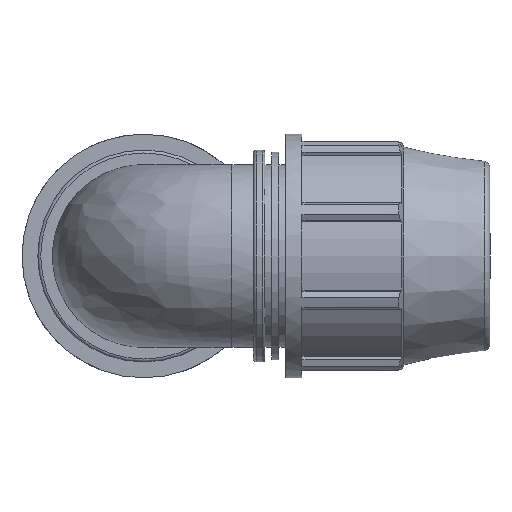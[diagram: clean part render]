
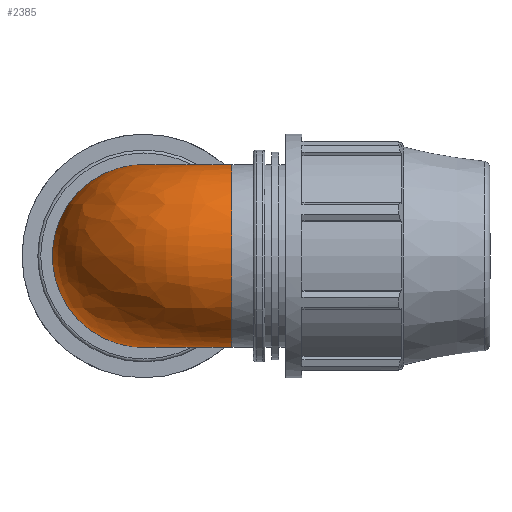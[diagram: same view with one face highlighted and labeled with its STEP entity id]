
A CAD part, front view. The second image highlights one B-rep face of the part: STEP entity #2385.
In plain terms, the highlighted free-form (B-spline) face has degree [2, 2] with [9, 3] control points.
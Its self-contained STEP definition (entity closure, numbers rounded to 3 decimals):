
#23=(
BOUNDED_SURFACE()
B_SPLINE_SURFACE(2,2,((#4050,#4051,#4052),(#4053,#4054,#4055),(#4056,#4057,
#4058),(#4059,#4060,#4061),(#4062,#4063,#4064),(#4065,#4066,#4067),(#4068,
#4069,#4070),(#4071,#4072,#4073),(#4074,#4075,#4076)),.UNSPECIFIED.,.F.,
 .F.,.F.)
B_SPLINE_SURFACE_WITH_KNOTS((3,2,2,2,3),(3,3),(-2.487,-1.243,
0.,1.243,2.487),(-1.571,
0.),.UNSPECIFIED.)
GEOMETRIC_REPRESENTATION_ITEM()
RATIONAL_B_SPLINE_SURFACE(((1.,0.707,1.),(0.813,
0.575,0.813),(1.,0.707,1.),(0.813,
0.575,0.813),(1.,0.707,1.),(0.813,
0.575,0.813),(1.,0.707,1.),(0.813,
0.575,0.813),(1.,0.707,1.)))
REPRESENTATION_ITEM('')
SURFACE()
);
#36=B_SPLINE_CURVE_WITH_KNOTS('',3,(#3984,#3985,#3986,#3987,#3988,#3989,
#3990,#3991,#3992,#3993,#3994,#3995,#3996,#3997),.UNSPECIFIED.,.F.,.F.,
(4,2,2,2,2,2,4),(-0.002,0.,0.509,0.981,
1.287,1.605,1.607),.UNSPECIFIED.);
#38=B_SPLINE_CURVE_WITH_KNOTS('',3,(#4020,#4021,#4022,#4023,#4024,#4025,
#4026,#4027,#4028,#4029,#4030,#4031,#4032,#4033),.UNSPECIFIED.,.F.,.F.,
(4,2,2,2,2,2,4),(-0.002,0.,0.509,0.981,
1.287,1.605,1.607),.UNSPECIFIED.);
#208=FACE_OUTER_BOUND('',#357,.T.);
#357=EDGE_LOOP('',(#1885,#1886,#1887,#1888));
#538=CIRCLE('',#2597,57.);
#539=CIRCLE('',#2598,57.);
#1131=VERTEX_POINT('',#3981);
#1132=VERTEX_POINT('',#3983);
#1135=VERTEX_POINT('',#4017);
#1136=VERTEX_POINT('',#4019);
#1427=EDGE_CURVE('',#1132,#1131,#36,.T.);
#1431=EDGE_CURVE('',#1136,#1135,#38,.T.);
#1439=EDGE_CURVE('',#1136,#1131,#538,.T.);
#1440=EDGE_CURVE('',#1132,#1135,#539,.T.);
#1885=ORIENTED_EDGE('',*,*,#1427,.T.);
#1886=ORIENTED_EDGE('',*,*,#1439,.F.);
#1887=ORIENTED_EDGE('',*,*,#1431,.T.);
#1888=ORIENTED_EDGE('',*,*,#1440,.F.);
#2385=ADVANCED_FACE('',(#208),#23,.F.);
#2597=AXIS2_PLACEMENT_3D('',#4077,#3127,#3128);
#2598=AXIS2_PLACEMENT_3D('',#4078,#3129,#3130);
#3127=DIRECTION('center_axis',(1.,0.,0.));
#3128=DIRECTION('ref_axis',(0.,0.,-1.));
#3129=DIRECTION('center_axis',(0.,1.,0.));
#3130=DIRECTION('ref_axis',(0.,0.,-1.));
#3981=CARTESIAN_POINT('',(55.,44.468,-35.659));
#3983=CARTESIAN_POINT('',(44.468,55.,-35.659));
#3984=CARTESIAN_POINT('Ctrl Pts',(44.468,55.,-35.659));
#3985=CARTESIAN_POINT('Ctrl Pts',(44.469,54.994,-35.658));
#3986=CARTESIAN_POINT('Ctrl Pts',(44.47,54.989,-35.657));
#3987=CARTESIAN_POINT('Ctrl Pts',(44.761,53.349,-35.297));
#3988=CARTESIAN_POINT('Ctrl Pts',(45.354,51.77,-35.027));
#3989=CARTESIAN_POINT('Ctrl Pts',(47.075,49.01,-34.741));
#3990=CARTESIAN_POINT('Ctrl Pts',(48.136,47.847,-34.713));
#3991=CARTESIAN_POINT('Ctrl Pts',(50.197,46.289,-34.851));
#3992=CARTESIAN_POINT('Ctrl Pts',(51.074,45.777,-34.952));
#3993=CARTESIAN_POINT('Ctrl Pts',(52.96,44.952,-35.241));
#3994=CARTESIAN_POINT('Ctrl Pts',(53.963,44.652,-35.431));
#3995=CARTESIAN_POINT('Ctrl Pts',(54.989,44.47,-35.657));
#3996=CARTESIAN_POINT('Ctrl Pts',(54.994,44.469,-35.658));
#3997=CARTESIAN_POINT('Ctrl Pts',(55.,44.468,-35.659));
#4017=CARTESIAN_POINT('',(44.468,55.,35.659));
#4019=CARTESIAN_POINT('',(55.,44.468,35.659));
#4020=CARTESIAN_POINT('Ctrl Pts',(55.,44.468,35.659));
#4021=CARTESIAN_POINT('Ctrl Pts',(54.994,44.469,35.658));
#4022=CARTESIAN_POINT('Ctrl Pts',(54.989,44.47,35.657));
#4023=CARTESIAN_POINT('Ctrl Pts',(53.349,44.761,35.297));
#4024=CARTESIAN_POINT('Ctrl Pts',(51.77,45.354,35.027));
#4025=CARTESIAN_POINT('Ctrl Pts',(49.01,47.075,34.741));
#4026=CARTESIAN_POINT('Ctrl Pts',(47.847,48.136,34.713));
#4027=CARTESIAN_POINT('Ctrl Pts',(46.289,50.197,34.851));
#4028=CARTESIAN_POINT('Ctrl Pts',(45.777,51.074,34.952));
#4029=CARTESIAN_POINT('Ctrl Pts',(44.952,52.96,35.241));
#4030=CARTESIAN_POINT('Ctrl Pts',(44.652,53.963,35.431));
#4031=CARTESIAN_POINT('Ctrl Pts',(44.47,54.989,35.657));
#4032=CARTESIAN_POINT('Ctrl Pts',(44.469,54.994,35.658));
#4033=CARTESIAN_POINT('Ctrl Pts',(44.468,55.,35.659));
#4050=CARTESIAN_POINT('Ctrl Pts',(55.,45.211,34.713));
#4051=CARTESIAN_POINT('Ctrl Pts',(45.211,45.211,34.713));
#4052=CARTESIAN_POINT('Ctrl Pts',(45.211,55.,34.713));
#4053=CARTESIAN_POINT('Ctrl Pts',(55.,20.34,67.105));
#4054=CARTESIAN_POINT('Ctrl Pts',(20.34,20.34,67.105));
#4055=CARTESIAN_POINT('Ctrl Pts',(20.34,55.,67.105));
#4056=CARTESIAN_POINT('Ctrl Pts',(55.,-18.33,53.972));
#4057=CARTESIAN_POINT('Ctrl Pts',(-18.33,-18.33,53.972));
#4058=CARTESIAN_POINT('Ctrl Pts',(-18.33,55.,53.972));
#4059=CARTESIAN_POINT('Ctrl Pts',(55.,-57.,40.839));
#4060=CARTESIAN_POINT('Ctrl Pts',(-57.,-57.,40.839));
#4061=CARTESIAN_POINT('Ctrl Pts',(-57.,55.,40.839));
#4062=CARTESIAN_POINT('Ctrl Pts',(55.,-57.,0.));
#4063=CARTESIAN_POINT('Ctrl Pts',(-57.,-57.,0.));
#4064=CARTESIAN_POINT('Ctrl Pts',(-57.,55.,0.));
#4065=CARTESIAN_POINT('Ctrl Pts',(55.,-57.,-40.839));
#4066=CARTESIAN_POINT('Ctrl Pts',(-57.,-57.,-40.839));
#4067=CARTESIAN_POINT('Ctrl Pts',(-57.,55.,-40.839));
#4068=CARTESIAN_POINT('Ctrl Pts',(55.,-18.33,-53.972));
#4069=CARTESIAN_POINT('Ctrl Pts',(-18.33,-18.33,-53.972));
#4070=CARTESIAN_POINT('Ctrl Pts',(-18.33,55.,-53.972));
#4071=CARTESIAN_POINT('Ctrl Pts',(55.,20.34,-67.105));
#4072=CARTESIAN_POINT('Ctrl Pts',(20.34,20.34,-67.105));
#4073=CARTESIAN_POINT('Ctrl Pts',(20.34,55.,-67.105));
#4074=CARTESIAN_POINT('Ctrl Pts',(55.,45.211,-34.713));
#4075=CARTESIAN_POINT('Ctrl Pts',(45.211,45.211,-34.713));
#4076=CARTESIAN_POINT('Ctrl Pts',(45.211,55.,-34.713));
#4077=CARTESIAN_POINT('Origin',(55.,0.,0.));
#4078=CARTESIAN_POINT('Origin',(0.,55.,0.));
